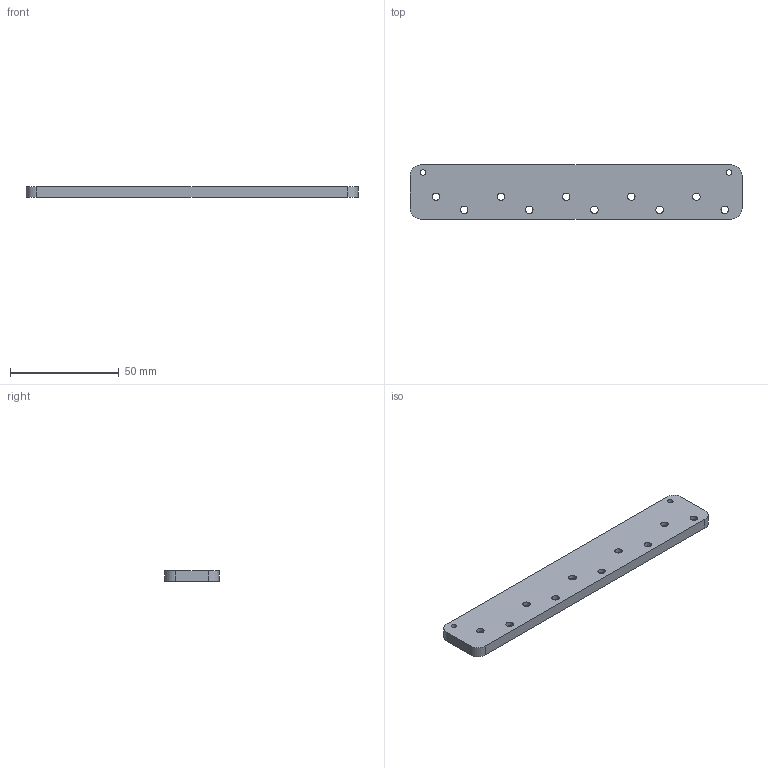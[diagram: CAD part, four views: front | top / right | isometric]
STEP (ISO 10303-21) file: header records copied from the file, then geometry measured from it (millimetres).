
FILE_DESCRIPTION (( 'STEP AP203' ), '1' );
FILE_NAME ('20-019399--VALVE PLATE--Rev_A.step', '2022-06-14T14:55:04', ( '' ), ( '' ), 'SwSTEP 2.0', 'SolidWorks 2021', '' );
FILE_SCHEMA (( 'CONFIG_CONTROL_DESIGN' ));
Length unit declared in the file: millimetre
Products named in the file (1): 20-019399--VALVE PLATE--Rev_A
Bounding box: 153 x 25 x 5 mm (x, y, z)
Volume: 17767.4 mm3; surface area: 10057.5 mm2
Topology: 1 solids, 1 shells, 64 faces, 156 edges, 104 vertices
Faces by surface type: cylinder 48, plane 16
Entity records: 2061 total; most frequent: DIRECTION 382, CARTESIAN_POINT 325, ORIENTED_EDGE 312, AXIS2_PLACEMENT_3D 161, EDGE_CURVE 156, VERTEX_POINT 104, EDGE_LOOP 98, CIRCLE 96
